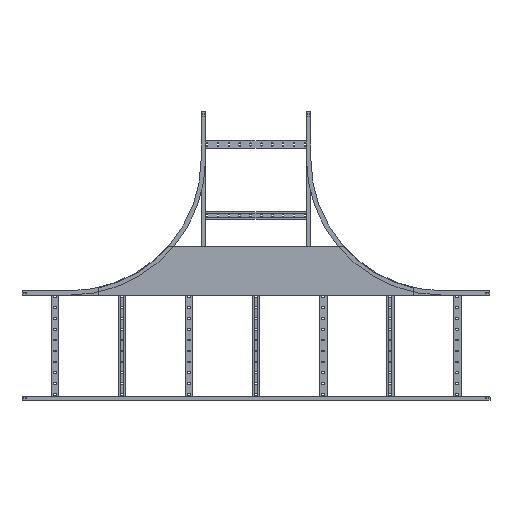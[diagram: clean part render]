
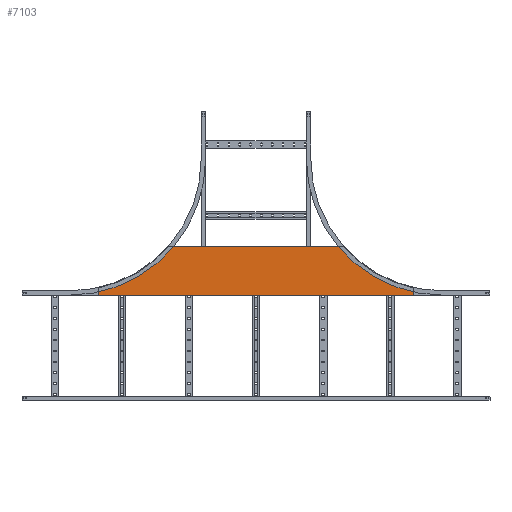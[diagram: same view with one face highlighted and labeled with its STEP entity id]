
A CAD part, front view. The second image highlights one B-rep face of the part: STEP entity #7103.
In plain terms, the highlighted planar face has unit normal (0, -1, 0).
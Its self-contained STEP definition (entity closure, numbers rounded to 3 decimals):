
#46 = VERTEX_POINT ( 'NONE', #2123 ) ;
#57 = LINE ( 'NONE', #11199, #7881 ) ;
#252 = AXIS2_PLACEMENT_3D ( 'NONE', #8772, #2701, #12280 ) ;
#304 = CARTESIAN_POINT ( 'NONE',  ( -713., -1.2, -364.637 ) ) ;
#331 = CARTESIAN_POINT ( 'NONE',  ( 718., -1.2, -393.2 ) ) ;
#343 = ORIENTED_EDGE ( 'NONE', *, *, #10580, .T. ) ;
#474 = CIRCLE ( 'NONE', #9809, 5. ) ;
#606 = EDGE_CURVE ( 'NONE', #11398, #14967, #3959, .T. ) ;
#1175 = EDGE_CURVE ( 'NONE', #12221, #11420, #474, .T. ) ;
#1355 = VERTEX_POINT ( 'NONE', #8599 ) ;
#1496 = ORIENTED_EDGE ( 'NONE', *, *, #4803, .F. ) ;
#1876 = CIRCLE ( 'NONE', #7740, 601.8 ) ;
#2004 = EDGE_LOOP ( 'NONE', ( #9639, #2104, #12648, #9773, #1496, #6167, #2572, #343 ) ) ;
#2104 = ORIENTED_EDGE ( 'NONE', *, *, #1175, .T. ) ;
#2123 = CARTESIAN_POINT ( 'NONE',  ( -718., -1.2, -393.2 ) ) ;
#2572 = ORIENTED_EDGE ( 'NONE', *, *, #606, .F. ) ;
#2701 = DIRECTION ( 'NONE',  ( 0., -1., 0. ) ) ;
#2918 = LINE ( 'NONE', #12967, #14232 ) ;
#3009 = DIRECTION ( 'NONE',  ( 0., -1., 0. ) ) ;
#3283 = AXIS2_PLACEMENT_3D ( 'NONE', #9304, #14052, #4680 ) ;
#3531 = VERTEX_POINT ( 'NONE', #9346 ) ;
#3892 = CIRCLE ( 'NONE', #8947, 5. ) ;
#3951 = PLANE ( 'NONE',  #3283 ) ;
#3958 = CARTESIAN_POINT ( 'NONE',  ( 399.051, -1.2, -173.2 ) ) ;
#3959 = CIRCLE ( 'NONE', #252, 601.8 ) ;
#4430 = EDGE_CURVE ( 'NONE', #12221, #3531, #1876, .T. ) ;
#4680 = DIRECTION ( 'NONE',  ( 0., 0., 1. ) ) ;
#4717 = DIRECTION ( 'NONE',  ( 0., 0., -1. ) ) ;
#4750 = DIRECTION ( 'NONE',  ( 0., 0., 1. ) ) ;
#4803 = EDGE_CURVE ( 'NONE', #1355, #11955, #57, .T. ) ;
#4818 = CARTESIAN_POINT ( 'NONE',  ( -718., -1.2, 226.8 ) ) ;
#4890 = DIRECTION ( 'NONE',  ( 0., -1., 0. ) ) ;
#5612 = EDGE_CURVE ( 'NONE', #11420, #46, #6420, .T. ) ;
#5765 = CARTESIAN_POINT ( 'NONE',  ( -848.677, -1.2, 226.8 ) ) ;
#5827 = CARTESIAN_POINT ( 'NONE',  ( 714.118, -1.2, -359.764 ) ) ;
#6167 = ORIENTED_EDGE ( 'NONE', *, *, #8119, .T. ) ;
#6420 = LINE ( 'NONE', #4818, #14432 ) ;
#6438 = DIRECTION ( 'NONE',  ( 0., 0., -1. ) ) ;
#6687 = DIRECTION ( 'NONE',  ( -1., 0., 0. ) ) ;
#7103 = ADVANCED_FACE ( 'NONE', ( #12558 ), #3951, .F. ) ;
#7279 = CARTESIAN_POINT ( 'NONE',  ( -718., -1.2, -364.637 ) ) ;
#7662 = CARTESIAN_POINT ( 'NONE',  ( -714.118, -1.2, -359.764 ) ) ;
#7740 = AXIS2_PLACEMENT_3D ( 'NONE', #5765, #15064, #4750 ) ;
#7747 = DIRECTION ( 'NONE',  ( 0., 0., 1. ) ) ;
#7881 = VECTOR ( 'NONE', #6438, 1000. ) ;
#7900 = CARTESIAN_POINT ( 'NONE',  ( 713., -1.2, -364.637 ) ) ;
#8119 = EDGE_CURVE ( 'NONE', #1355, #14967, #3892, .T. ) ;
#8308 = DIRECTION ( 'NONE',  ( -1., 0., 0. ) ) ;
#8599 = CARTESIAN_POINT ( 'NONE',  ( 718., -1.2, -364.637 ) ) ;
#8772 = CARTESIAN_POINT ( 'NONE',  ( 848.677, -1.2, 226.8 ) ) ;
#8947 = AXIS2_PLACEMENT_3D ( 'NONE', #7900, #3009, #7747 ) ;
#9304 = CARTESIAN_POINT ( 'NONE',  ( -848.677, -1.2, 226.8 ) ) ;
#9346 = CARTESIAN_POINT ( 'NONE',  ( -399.051, -1.2, -173.2 ) ) ;
#9639 = ORIENTED_EDGE ( 'NONE', *, *, #4430, .F. ) ;
#9773 = ORIENTED_EDGE ( 'NONE', *, *, #13640, .F. ) ;
#9809 = AXIS2_PLACEMENT_3D ( 'NONE', #304, #4890, #10737 ) ;
#10580 = EDGE_CURVE ( 'NONE', #11398, #3531, #2918, .T. ) ;
#10737 = DIRECTION ( 'NONE',  ( 0., 0., 1. ) ) ;
#11199 = CARTESIAN_POINT ( 'NONE',  ( 718., -1.2, -395.4 ) ) ;
#11398 = VERTEX_POINT ( 'NONE', #3958 ) ;
#11420 = VERTEX_POINT ( 'NONE', #7279 ) ;
#11725 = VECTOR ( 'NONE', #6687, 1000. ) ;
#11955 = VERTEX_POINT ( 'NONE', #331 ) ;
#12221 = VERTEX_POINT ( 'NONE', #7662 ) ;
#12280 = DIRECTION ( 'NONE',  ( 0., 0., -1. ) ) ;
#12465 = LINE ( 'NONE', #13727, #11725 ) ;
#12558 = FACE_OUTER_BOUND ( 'NONE', #2004, .T. ) ;
#12648 = ORIENTED_EDGE ( 'NONE', *, *, #5612, .T. ) ;
#12967 = CARTESIAN_POINT ( 'NONE',  ( -560., -1.2, -173.2 ) ) ;
#13640 = EDGE_CURVE ( 'NONE', #11955, #46, #12465, .T. ) ;
#13727 = CARTESIAN_POINT ( 'NONE',  ( -1040.5, -1.2, -393.2 ) ) ;
#14052 = DIRECTION ( 'NONE',  ( 0., 1., 0. ) ) ;
#14232 = VECTOR ( 'NONE', #8308, 1000. ) ;
#14432 = VECTOR ( 'NONE', #4717, 1000. ) ;
#14967 = VERTEX_POINT ( 'NONE', #5827 ) ;
#15064 = DIRECTION ( 'NONE',  ( 0., -1., 0. ) ) ;
